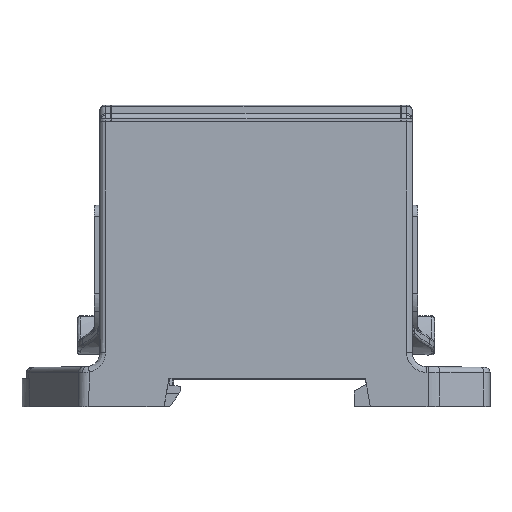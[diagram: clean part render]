
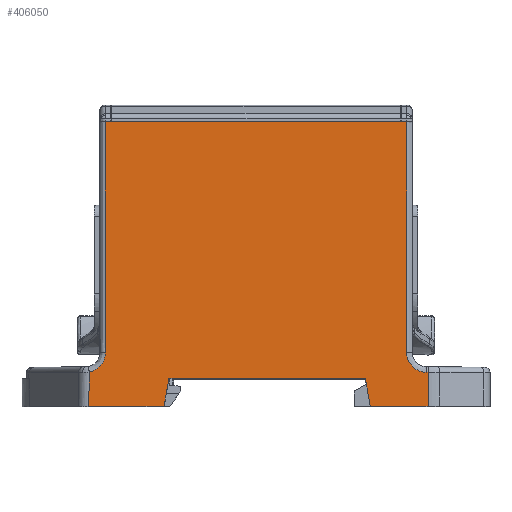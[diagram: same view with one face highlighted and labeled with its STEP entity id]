
A CAD part, top view. The second image highlights one B-rep face of the part: STEP entity #406050.
In plain terms, the highlighted planar face has unit normal (0, 0.009, 1).
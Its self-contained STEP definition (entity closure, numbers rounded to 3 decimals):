
#27780=CARTESIAN_POINT('',(20.482,0.,35.645));
#27790=DIRECTION('',(-0.174,0.985,
-0.009));
#27800=VECTOR('',#27790,1.);
#27810=LINE('',#27780,#27800);
#27820=CARTESIAN_POINT('',(19.776,4.,
35.61));
#27830=VERTEX_POINT('',#27820);
#27840=CARTESIAN_POINT('',(19.6,5.,35.601));
#27850=VERTEX_POINT('',#27840);
#27860=EDGE_CURVE('',#27830,#27850,#27810,.T.);
#35980=CARTESIAN_POINT('',(19.776,4.,
35.61));
#35990=DIRECTION('',(0.174,-0.985,
0.009));
#36000=VECTOR('',#35990,1.);
#36010=LINE('',#35980,#36000);
#36020=CARTESIAN_POINT('',(20.482,0.,
35.645));
#36030=VERTEX_POINT('',#36020);
#36040=EDGE_CURVE('',#27830,#36030,#36010,.T.);
#51870=CARTESIAN_POINT('',(-16.482,0.,35.645));
#51880=DIRECTION('',(-0.174,-0.985,
0.009));
#51890=VECTOR('',#51880,1.);
#51900=LINE('',#51870,#51890);
#51910=CARTESIAN_POINT('',(-15.6,5.,35.601));
#51920=VERTEX_POINT('',#51910);
#51930=CARTESIAN_POINT('',(-16.482,0.,
35.645));
#51940=VERTEX_POINT('',#51930);
#51950=EDGE_CURVE('',#51920,#51940,#51900,.T.);
#54450=CARTESIAN_POINT('',(-26.,51.,35.2));
#54460=VERTEX_POINT('',#54450);
#54490=CARTESIAN_POINT('',(-27.,51.,35.2));
#54500=DIRECTION('',(1.,0.,0.));
#54510=VECTOR('',#54500,1.);
#54520=LINE('',#54490,#54510);
#54530=CARTESIAN_POINT('',(-27.,51.,35.2));
#54540=VERTEX_POINT('',#54530);
#54550=EDGE_CURVE('',#54540,#54460,#54520,.T.);
#64170=CARTESIAN_POINT('',(-29.982,0.,
35.645));
#64180=VERTEX_POINT('',#64170);
#64210=CARTESIAN_POINT('',(0.,0.,35.645));
#64220=DIRECTION('',(1.,0.,0.));
#64230=VECTOR('',#64220,1.);
#64240=LINE('',#64210,#64230);
#64250=EDGE_CURVE('',#64180,#51940,#64240,.T.);
#98650=CARTESIAN_POINT('',(-25.9,51.,35.2));
#98660=VERTEX_POINT('',#98650);
#98690=CARTESIAN_POINT('',(0.,51.,35.2));
#98700=DIRECTION('',(1.,0.,0.));
#98710=VECTOR('',#98700,1.);
#98720=LINE('',#98690,#98710);
#98730=EDGE_CURVE('',#54460,#98660,#98720,.T.);
#99470=CARTESIAN_POINT('',(-27.,9.609,35.561));
#99480=VERTEX_POINT('',#99470);
#99510=CARTESIAN_POINT('',(-29.886,6.163,
35.591));
#99520=CARTESIAN_POINT('',(-29.817,6.177,
35.591));
#99530=CARTESIAN_POINT('',(-29.747,6.19,
35.591));
#99540=CARTESIAN_POINT('',(-29.304,6.297,
35.59));
#99550=CARTESIAN_POINT('',(-28.946,6.449,
35.589));
#99560=CARTESIAN_POINT('',(-28.281,6.873,
35.585));
#99570=CARTESIAN_POINT('',(-27.982,7.146,
35.583));
#99580=CARTESIAN_POINT('',(-27.735,7.463,
35.58));
#99590=CARTESIAN_POINT('',(-27.379,7.922,
35.576));
#99600=CARTESIAN_POINT('',(-27.143,8.461,
35.571));
#99610=CARTESIAN_POINT('',(-27.028,9.154,
35.565));
#99620=CARTESIAN_POINT('',(-27.014,9.275,
35.564));
#99630=CARTESIAN_POINT('',(-27.002,9.467,
35.562));
#99640=CARTESIAN_POINT('',(-27.001,9.538,
35.562));
#99650=CARTESIAN_POINT('',(-27.,9.609,35.561));
#99660=B_SPLINE_CURVE_WITH_KNOTS('',3,(#99510,#99520,#99530,#99540,
#99550,#99560,#99570,#99580,#99590,#99600,#99610,#99620,#99630,#99640,
#99650),.UNSPECIFIED.,.F.,.F.,(4,2,2,3,2,2,4),(0.,0.183,
1.177,2.207,3.696,4.009,
4.192),.UNSPECIFIED.);
#99670=CARTESIAN_POINT('',(-29.886,6.163,
35.591));
#99680=VERTEX_POINT('',#99670);
#99690=EDGE_CURVE('',#99680,#99480,#99660,.T.);
#244090=CARTESIAN_POINT('',(27.,9.609,
35.561));
#244100=VERTEX_POINT('',#244090);
#244130=CARTESIAN_POINT('',(27.,9.609,
35.561));
#244140=DIRECTION('',(0.,1.,
-0.009));
#244150=VECTOR('',#244140,1.);
#244160=LINE('',#244130,#244150);
#244170=CARTESIAN_POINT('',(27.,51.,35.2));
#244180=VERTEX_POINT('',#244170);
#244190=EDGE_CURVE('',#244100,#244180,#244160,.T.);
#367220=CARTESIAN_POINT('',(30.469,6.109,
35.592));
#367230=VERTEX_POINT('',#367220);
#367260=CARTESIAN_POINT('',(27.,9.609,
35.561));
#367270=CARTESIAN_POINT('',(27.,9.554,
35.562));
#367280=CARTESIAN_POINT('',(27.001,9.499,
35.562));
#367290=CARTESIAN_POINT('',(27.017,9.164,
35.565));
#367300=CARTESIAN_POINT('',(27.064,8.886,
35.568));
#367310=CARTESIAN_POINT('',(27.309,8.059,
35.575));
#367320=CARTESIAN_POINT('',(27.609,7.552,
35.579));
#367330=CARTESIAN_POINT('',(28.428,6.729,
35.586));
#367340=CARTESIAN_POINT('',(28.933,6.426,
35.589));
#367350=CARTESIAN_POINT('',(29.755,6.178,
35.591));
#367360=CARTESIAN_POINT('',(30.03,6.13,
35.592));
#367370=CARTESIAN_POINT('',(30.36,6.112,
35.592));
#367380=CARTESIAN_POINT('',(30.415,6.11,
35.592));
#367390=CARTESIAN_POINT('',(30.469,6.109,
35.592));
#367400=B_SPLINE_CURVE_WITH_KNOTS('',3,(#367260,#367270,#367280,#367290,
#367300,#367310,#367320,#367330,#367340,#367350,#367360,#367370,#367380,
#367390),.UNSPECIFIED.,.F.,.F.,(4,2,2,2,2,2,4),(0.,0.142,
0.864,2.349,3.834,4.546,
4.687),.UNSPECIFIED.);
#367410=EDGE_CURVE('',#244100,#367230,#367400,.T.);
#390470=CARTESIAN_POINT('',(30.826,6.106,
35.592));
#390480=VERTEX_POINT('',#390470);
#400780=CARTESIAN_POINT('',(26.,51.,35.2));
#400790=VERTEX_POINT('',#400780);
#405350=CARTESIAN_POINT('',(-34.651,-1.306,
35.656));
#405360=DIRECTION('',(0.,0.009,1.));
#405370=DIRECTION('',(0.,1.,-0.009));
#405380=AXIS2_PLACEMENT_3D('',#405350,#405360,#405370);
#405390=PLANE('',#405380);
#405400=CARTESIAN_POINT('',(30.826,0.044,
35.645));
#405410=DIRECTION('',(0.,1.,
-0.009));
#405420=VECTOR('',#405410,1.);
#405430=LINE('',#405400,#405420);
#405440=CARTESIAN_POINT('',(30.826,0.,
35.645));
#405450=VERTEX_POINT('',#405440);
#405460=EDGE_CURVE('',#405450,#390480,#405430,.T.);
#405470=ORIENTED_EDGE('',*,*,#405460,.T.);
#405480=CARTESIAN_POINT('',(41.935,0.,
35.645));
#405490=DIRECTION('',(-1.,0.,0.));
#405500=VECTOR('',#405490,1.);
#405510=LINE('',#405480,#405500);
#405520=EDGE_CURVE('',#405450,#36030,#405510,.T.);
#405530=ORIENTED_EDGE('',*,*,#405520,.F.);
#405540=ORIENTED_EDGE('',*,*,#36040,.T.);
#405550=ORIENTED_EDGE('',*,*,#27860,.F.);
#405560=CARTESIAN_POINT('',(0.,5.,35.601));
#405570=DIRECTION('',(-1.,0.,0.));
#405580=VECTOR('',#405570,1.);
#405590=LINE('',#405560,#405580);
#405600=EDGE_CURVE('',#27850,#51920,#405590,.T.);
#405610=ORIENTED_EDGE('',*,*,#405600,.F.);
#405620=ORIENTED_EDGE('',*,*,#51950,.F.);
#405630=ORIENTED_EDGE('',*,*,#64250,.T.);
#405640=CARTESIAN_POINT('',(-29.981,0.017,
35.645));
#405650=DIRECTION('',(-0.016,-1.,
0.009));
#405660=VECTOR('',#405650,1.);
#405670=LINE('',#405640,#405660);
#405680=EDGE_CURVE('',#99680,#64180,#405670,.T.);
#405690=ORIENTED_EDGE('',*,*,#405680,.T.);
#405700=ORIENTED_EDGE('',*,*,#99690,.F.);
#405710=CARTESIAN_POINT('',(-27.,51.,35.2));
#405720=DIRECTION('',(0.,-1.,
0.009));
#405730=VECTOR('',#405720,1.);
#405740=LINE('',#405710,#405730);
#405750=EDGE_CURVE('',#54540,#99480,#405740,.T.);
#405760=ORIENTED_EDGE('',*,*,#405750,.T.);
#405770=ORIENTED_EDGE('',*,*,#54550,.F.);
#405780=ORIENTED_EDGE('',*,*,#98730,.F.);
#405790=CARTESIAN_POINT('',(0.,51.,35.2));
#405800=DIRECTION('',(1.,0.,0.));
#405810=VECTOR('',#405800,1.);
#405820=LINE('',#405790,#405810);
#405830=CARTESIAN_POINT('',(25.9,51.,35.2));
#405840=VERTEX_POINT('',#405830);
#405850=EDGE_CURVE('',#98660,#405840,#405820,.T.);
#405860=ORIENTED_EDGE('',*,*,#405850,.F.);
#405870=EDGE_CURVE('',#405840,#400790,#98720,.T.);
#405880=ORIENTED_EDGE('',*,*,#405870,.F.);
#405890=CARTESIAN_POINT('',(26.,51.,35.2));
#405900=DIRECTION('',(1.,0.,0.));
#405910=VECTOR('',#405900,1.);
#405920=LINE('',#405890,#405910);
#405930=EDGE_CURVE('',#400790,#244180,#405920,.T.);
#405940=ORIENTED_EDGE('',*,*,#405930,.F.);
#405950=ORIENTED_EDGE('',*,*,#244190,.T.);
#405960=ORIENTED_EDGE('',*,*,#367410,.F.);
#405970=CARTESIAN_POINT('',(30.826,6.106,
35.592));
#405980=DIRECTION('',(-1.,0.009,
0.));
#405990=VECTOR('',#405980,1.);
#406000=LINE('',#405970,#405990);
#406010=EDGE_CURVE('',#390480,#367230,#406000,.T.);
#406020=ORIENTED_EDGE('',*,*,#406010,.T.);
#406030=EDGE_LOOP('',(#406020,#405960,#405950,#405940,#405880,#405860,
#405780,#405770,#405760,#405700,#405690,#405630,#405620,#405610,#405550,
#405540,#405530,#405470));
#406040=FACE_OUTER_BOUND('',#406030,.T.);
#406050=ADVANCED_FACE('',(#406040),#405390,.T.);
